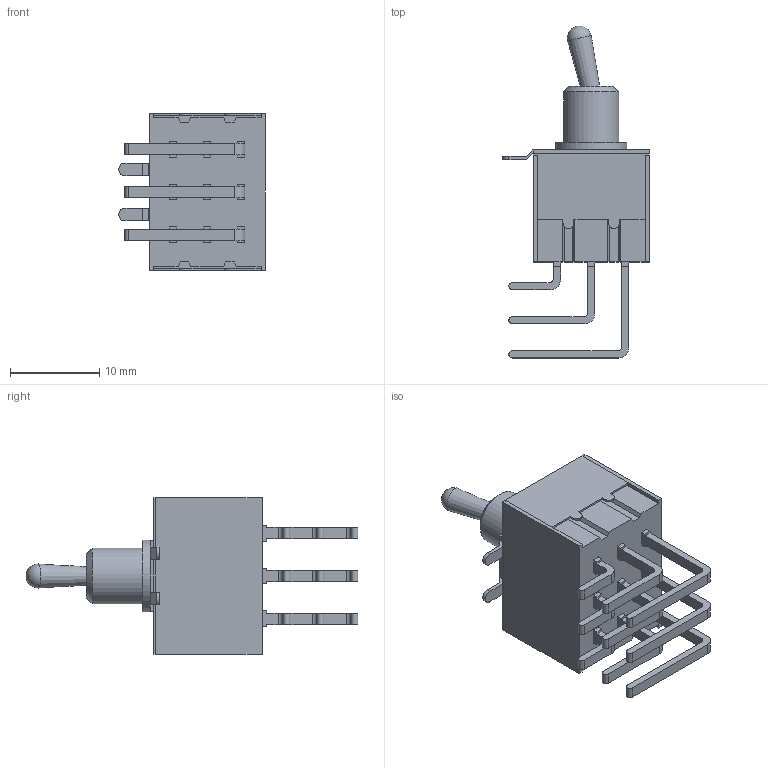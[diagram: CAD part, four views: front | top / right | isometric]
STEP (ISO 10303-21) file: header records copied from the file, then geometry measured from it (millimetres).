
FILE_DESCRIPTION( ( 'STEP AP214' ), ' ' );
FILE_NAME( 'M2032S2A2G40.stp', '2017-03-22T14:00:59', ( '' ), ( '' ), ' ', 'PARTsolutions', ' ' );
FILE_SCHEMA( ( 'AUTOMOTIVE_DESIGN { 1 0 10303 214 1 1 1 1 }' ) );
Length unit declared in the file: inch
Products named in the file (7): M2032S2A2G40; _M20_ang3240TX-switch; _M20_ang_t_shorud3240TX-switch; _M203240TX-switch; _M20ANG3A2M203BR-bushing; _M203240_terminal_angG; _M20S2-toggles
Assembly tree (6 placements, depth 2):
  M2032S2A2G40
    _M20_ang3240TX-switch
    _M20_ang_t_shorud3240TX-switch
    _M203240TX-switch
    _M20ANG3A2M203BR-bushing
    _M203240_terminal_angG
    _M20S2-toggles
Bounding box: 16.4 x 37.11 x 17.5 mm (x, y, z)
Volume: 3013.5 mm3; surface area: 3561.6 mm2
Topology: 6 solids, 6 shells, 270 faces, 721 edges, 480 vertices
Faces by surface type: plane 225, cylinder 42, cone 2, sphere 1
Full cylindrical faces by diameter (mm): 2.053 x1, 4.338 x1
Entity records: 10567 total; most frequent: CARTESIAN_POINT 1485, ORIENTED_EDGE 1428, DIRECTION 1351, EDGE_CURVE 714, LINE 625, VECTOR 625, VERTEX_POINT 479, AXIS2_PLACEMENT_3D 363
